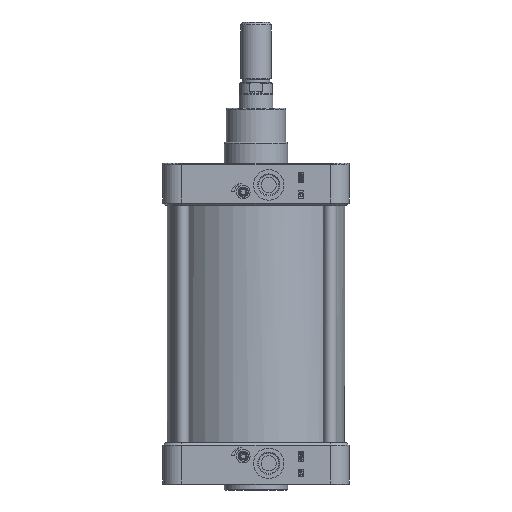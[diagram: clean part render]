
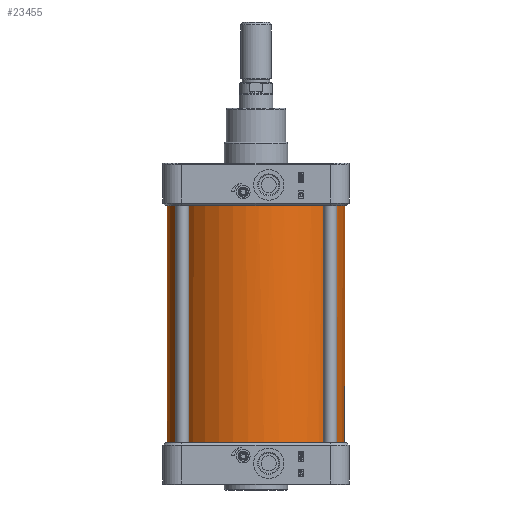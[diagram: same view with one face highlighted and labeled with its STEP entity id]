
A CAD part, front view. The second image highlights one B-rep face of the part: STEP entity #23455.
In plain terms, the highlighted cylindrical face has radius 105 mm (diameter 210 mm), a full revolution.
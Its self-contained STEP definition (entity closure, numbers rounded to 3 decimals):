
#9097=CARTESIAN_POINT('',(-27.0,-101.469,-140.0));
#9098=VERTEX_POINT('',#9097);
#9099=CARTESIAN_POINT('',(0.0,0.0,-140.0));
#9100=DIRECTION('',(0.0,0.0,1.0));
#9101=DIRECTION('',(-1.0,0.0,0.0));
#9102=AXIS2_PLACEMENT_3D('',#9099,#9100,#9101);
#9103=CIRCLE('',#9102,105.0);
#9104=EDGE_CURVE('',#9098,#9098,#9103,.T.);
#23436=CARTESIAN_POINT('',(0.0,0.0,0.0));
#23437=DIRECTION('',(0.0,0.0,1.0));
#23438=DIRECTION('',(-1.0,0.0,0.0));
#23439=AXIS2_PLACEMENT_3D('',#23436,#23437,#23438);
#23440=CYLINDRICAL_SURFACE('',#23439,105.0);
#23441=ORIENTED_EDGE('',*,*,#9104,.T.);
#23442=EDGE_LOOP('',(#23441));
#23443=FACE_OUTER_BOUND('',#23442,.T.);
#23444=CARTESIAN_POINT('',(33.,-99.679,140.0));
#23445=VERTEX_POINT('',#23444);
#23446=CARTESIAN_POINT('',(0.0,0.0,140.0));
#23447=DIRECTION('',(0.0,0.0,-1.0));
#23448=DIRECTION('',(-1.0,0.0,0.0));
#23449=AXIS2_PLACEMENT_3D('',#23446,#23447,#23448);
#23450=CIRCLE('',#23449,105.0);
#23451=EDGE_CURVE('',#23445,#23445,#23450,.T.);
#23452=ORIENTED_EDGE('',*,*,#23451,.T.);
#23453=EDGE_LOOP('',(#23452));
#23454=FACE_BOUND('',#23453,.T.);
#23455=ADVANCED_FACE('',(#23443,#23454),#23440,.T.);
